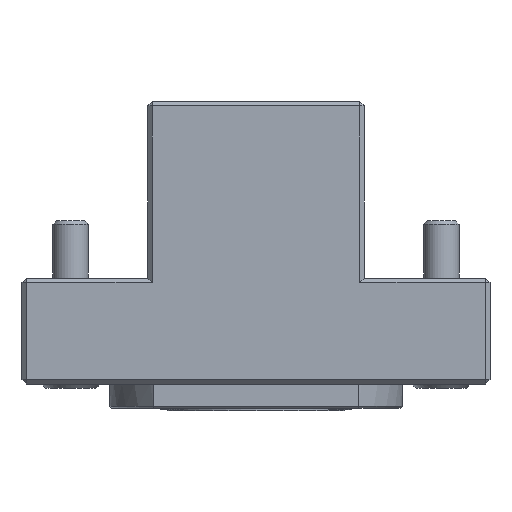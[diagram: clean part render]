
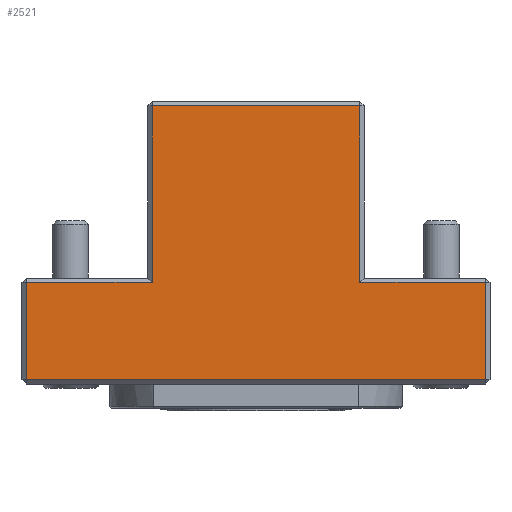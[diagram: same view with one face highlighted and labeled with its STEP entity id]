
A CAD part, left-side view. The second image highlights one B-rep face of the part: STEP entity #2521.
In plain terms, the highlighted planar face has unit normal (-1, 0, 0).
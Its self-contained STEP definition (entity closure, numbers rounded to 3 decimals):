
#172=LINE('',#4123,#357);
#180=LINE('',#4143,#365);
#196=LINE('',#4185,#381);
#197=LINE('',#4187,#382);
#200=LINE('',#4193,#385);
#212=LINE('',#4218,#397);
#223=LINE('',#4253,#408);
#230=LINE('',#4267,#415);
#357=VECTOR('',#3163,1000.);
#365=VECTOR('',#3185,1000.);
#381=VECTOR('',#3233,1000.);
#382=VECTOR('',#3236,1000.);
#385=VECTOR('',#3241,1000.);
#397=VECTOR('',#3269,1000.);
#408=VECTOR('',#3310,1000.);
#415=VECTOR('',#3327,1000.);
#924=ORIENTED_EDGE('',*,*,#1401,.T.);
#925=ORIENTED_EDGE('',*,*,#1394,.T.);
#926=ORIENTED_EDGE('',*,*,#1377,.T.);
#927=ORIENTED_EDGE('',*,*,#1364,.T.);
#928=ORIENTED_EDGE('',*,*,#1361,.T.);
#929=ORIENTED_EDGE('',*,*,#1360,.T.);
#930=ORIENTED_EDGE('',*,*,#1339,.T.);
#931=ORIENTED_EDGE('',*,*,#1329,.T.);
#1329=EDGE_CURVE('',#1578,#1626,#172,.T.);
#1339=EDGE_CURVE('',#1632,#1578,#180,.T.);
#1360=EDGE_CURVE('',#1567,#1632,#196,.T.);
#1361=EDGE_CURVE('',#1568,#1567,#197,.T.);
#1364=EDGE_CURVE('',#1642,#1568,#200,.T.);
#1377=EDGE_CURVE('',#1611,#1642,#212,.T.);
#1394=EDGE_CURVE('',#1657,#1611,#223,.T.);
#1401=EDGE_CURVE('',#1626,#1657,#230,.T.);
#1567=VERTEX_POINT('',#3935);
#1568=VERTEX_POINT('',#3940);
#1578=VERTEX_POINT('',#3976);
#1611=VERTEX_POINT('',#4072);
#1626=VERTEX_POINT('',#4122);
#1632=VERTEX_POINT('',#4144);
#1642=VERTEX_POINT('',#4190);
#1657=VERTEX_POINT('',#4252);
#1951=EDGE_LOOP('',(#924,#925,#926,#927,#928,#929,#930,#931));
#2192=FACE_BOUND('',#1951,.T.);
#2409=PLANE('',#2745);
#2521=ADVANCED_FACE('',(#2192),#2409,.T.);
#2745=AXIS2_PLACEMENT_3D('',#4266,#3325,#3326);
#3163=DIRECTION('',(0.,0.,-1.));
#3185=DIRECTION('',(0.,1.,0.));
#3233=DIRECTION('',(0.,0.,-1.));
#3236=DIRECTION('',(0.,1.,0.));
#3241=DIRECTION('',(0.,0.,1.));
#3269=DIRECTION('',(0.,1.,0.));
#3310=DIRECTION('',(0.,0.,1.));
#3325=DIRECTION('',(-1.,0.,0.));
#3326=DIRECTION('',(0.,0.,-1.));
#3327=DIRECTION('',(0.,-1.,0.));
#3935=CARTESIAN_POINT('',(-49.,23.5,39.));
#3940=CARTESIAN_POINT('',(-49.,-23.5,39.));
#3976=CARTESIAN_POINT('',(-49.,52.,-1.));
#4072=CARTESIAN_POINT('',(-49.,-52.,-1.));
#4122=CARTESIAN_POINT('',(-49.,52.,-23.));
#4123=CARTESIAN_POINT('',(-49.,52.,-24.));
#4143=CARTESIAN_POINT('',(-49.,53.,-1.));
#4144=CARTESIAN_POINT('',(-49.,23.5,-1.));
#4185=CARTESIAN_POINT('',(-49.,23.5,0.));
#4187=CARTESIAN_POINT('',(-49.,53.,39.));
#4190=CARTESIAN_POINT('',(-49.,-23.5,-1.));
#4193=CARTESIAN_POINT('',(-49.,-23.5,40.));
#4218=CARTESIAN_POINT('',(-49.,53.,-1.));
#4252=CARTESIAN_POINT('',(-49.,-52.,-23.));
#4253=CARTESIAN_POINT('',(-49.,-52.,40.));
#4266=CARTESIAN_POINT('',(-49.,53.,40.));
#4267=CARTESIAN_POINT('',(-49.,53.,-23.));
